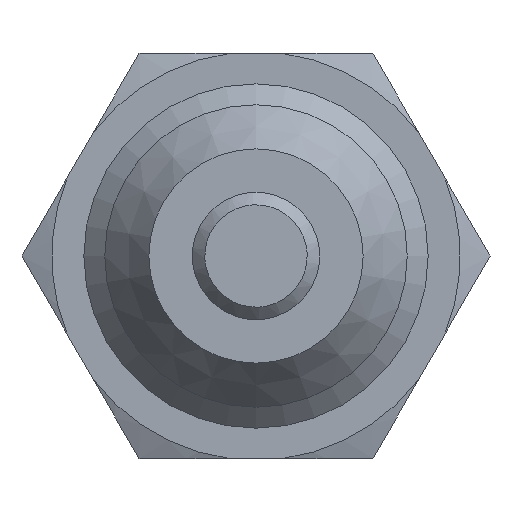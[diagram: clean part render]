
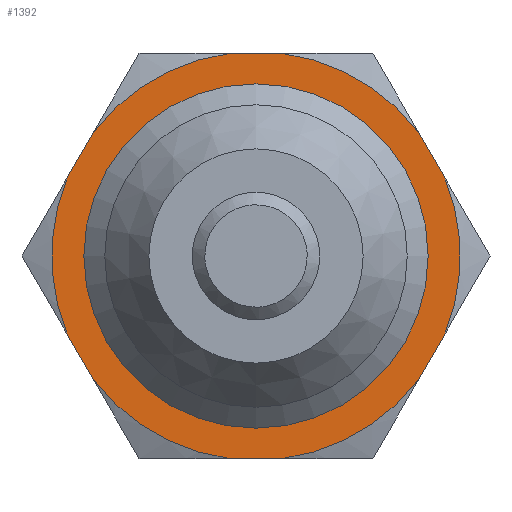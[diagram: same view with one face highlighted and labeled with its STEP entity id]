
A CAD part, left-side view. The second image highlights one B-rep face of the part: STEP entity #1392.
In plain terms, the highlighted planar face has unit normal (-1, 0, 0).
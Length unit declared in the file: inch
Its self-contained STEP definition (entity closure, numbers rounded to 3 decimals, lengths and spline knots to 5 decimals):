
#126=LINE('',#2233,#144);
#129=LINE('',#2237,#147);
#131=LINE('',#2240,#149);
#133=LINE('',#2243,#151);
#135=LINE('',#2246,#153);
#136=LINE('',#2248,#154);
#144=VECTOR('',#1780,0.15843);
#147=VECTOR('',#1785,0.15843);
#149=VECTOR('',#1789,0.15843);
#151=VECTOR('',#1793,0.15843);
#153=VECTOR('',#1797,0.15843);
#154=VECTOR('',#1800,0.15843);
#218=PLANE('',#1523);
#253=FACE_BOUND('',#446,.T.);
#331=FACE_OUTER_BOUND('',#445,.T.);
#445=EDGE_LOOP('',(#1079,#1080,#1081,#1082,#1083,#1084,#1085,#1086,#1087,
#1088,#1089,#1090));
#446=EDGE_LOOP('',(#1091));
#555=CIRCLE('',#1484,0.4735);
#565=CIRCLE('',#1505,0.63);
#566=CIRCLE('',#1507,0.63);
#567=CIRCLE('',#1509,0.63);
#568=CIRCLE('',#1511,0.63);
#569=CIRCLE('',#1513,0.63);
#570=CIRCLE('',#1515,0.63);
#628=VERTEX_POINT('',#2080);
#651=VERTEX_POINT('',#2160);
#652=VERTEX_POINT('',#2164);
#653=VERTEX_POINT('',#2170);
#655=VERTEX_POINT('',#2175);
#656=VERTEX_POINT('',#2181);
#658=VERTEX_POINT('',#2186);
#659=VERTEX_POINT('',#2192);
#661=VERTEX_POINT('',#2197);
#662=VERTEX_POINT('',#2203);
#664=VERTEX_POINT('',#2208);
#665=VERTEX_POINT('',#2214);
#667=VERTEX_POINT('',#2219);
#772=EDGE_CURVE('',#628,#628,#555,.T.);
#796=EDGE_CURVE('',#651,#652,#565,.T.);
#798=EDGE_CURVE('',#655,#653,#566,.T.);
#801=EDGE_CURVE('',#658,#656,#567,.T.);
#804=EDGE_CURVE('',#661,#659,#568,.T.);
#807=EDGE_CURVE('',#664,#662,#569,.T.);
#810=EDGE_CURVE('',#667,#665,#570,.T.);
#819=EDGE_CURVE('',#653,#651,#126,.T.);
#822=EDGE_CURVE('',#652,#667,#129,.T.);
#824=EDGE_CURVE('',#665,#664,#131,.T.);
#826=EDGE_CURVE('',#662,#661,#133,.T.);
#828=EDGE_CURVE('',#659,#658,#135,.T.);
#829=EDGE_CURVE('',#656,#655,#136,.T.);
#1079=ORIENTED_EDGE('',*,*,#810,.T.);
#1080=ORIENTED_EDGE('',*,*,#824,.T.);
#1081=ORIENTED_EDGE('',*,*,#807,.T.);
#1082=ORIENTED_EDGE('',*,*,#826,.T.);
#1083=ORIENTED_EDGE('',*,*,#804,.T.);
#1084=ORIENTED_EDGE('',*,*,#828,.T.);
#1085=ORIENTED_EDGE('',*,*,#801,.T.);
#1086=ORIENTED_EDGE('',*,*,#829,.T.);
#1087=ORIENTED_EDGE('',*,*,#798,.T.);
#1088=ORIENTED_EDGE('',*,*,#819,.T.);
#1089=ORIENTED_EDGE('',*,*,#796,.T.);
#1090=ORIENTED_EDGE('',*,*,#822,.T.);
#1091=ORIENTED_EDGE('',*,*,#772,.F.);
#1392=ADVANCED_FACE('',(#331,#253),#218,.F.);
#1484=AXIS2_PLACEMENT_3D('',#2081,#1705,#1706);
#1505=AXIS2_PLACEMENT_3D('',#2168,#1747,#1748);
#1507=AXIS2_PLACEMENT_3D('',#2176,#1751,#1752);
#1509=AXIS2_PLACEMENT_3D('',#2187,#1755,#1756);
#1511=AXIS2_PLACEMENT_3D('',#2198,#1759,#1760);
#1513=AXIS2_PLACEMENT_3D('',#2209,#1763,#1764);
#1515=AXIS2_PLACEMENT_3D('',#2220,#1767,#1768);
#1523=AXIS2_PLACEMENT_3D('',#2249,#1801,#1802);
#1705=DIRECTION('center_axis',(-1.,0.,0.));
#1706=DIRECTION('ref_axis',(0.,0.,-1.));
#1747=DIRECTION('center_axis',(-1.,0.,0.));
#1748=DIRECTION('ref_axis',(0.,1.,0.));
#1751=DIRECTION('center_axis',(-1.,0.,0.));
#1752=DIRECTION('ref_axis',(0.,1.,0.));
#1755=DIRECTION('center_axis',(-1.,0.,0.));
#1756=DIRECTION('ref_axis',(0.,1.,0.));
#1759=DIRECTION('center_axis',(-1.,0.,0.));
#1760=DIRECTION('ref_axis',(0.,1.,0.));
#1763=DIRECTION('center_axis',(-1.,0.,0.));
#1764=DIRECTION('ref_axis',(0.,1.,0.));
#1767=DIRECTION('center_axis',(-1.,0.,0.));
#1768=DIRECTION('ref_axis',(0.,1.,0.));
#1780=DIRECTION('',(0.,-0.5,-0.866));
#1785=DIRECTION('',(0.,-1.,0.));
#1789=DIRECTION('',(0.,-0.5,0.866));
#1793=DIRECTION('',(0.,0.5,0.866));
#1797=DIRECTION('',(0.,1.,0.));
#1800=DIRECTION('',(0.,0.5,-0.866));
#1801=DIRECTION('center_axis',(1.,0.,0.));
#1802=DIRECTION('ref_axis',(0.,0.,-1.));
#2080=CARTESIAN_POINT('',(0.,0.,0.4735));
#2081=CARTESIAN_POINT('Origin',(0.,0.,0.));
#2160=CARTESIAN_POINT('',(0.,0.50166,-0.3811));
#2164=CARTESIAN_POINT('',(0.,0.07921,-0.625));
#2168=CARTESIAN_POINT('Origin',(0.,0.,0.));
#2170=CARTESIAN_POINT('',(0.,0.58087,-0.2439));
#2175=CARTESIAN_POINT('',(0.,0.58087,0.2439));
#2176=CARTESIAN_POINT('Origin',(0.,0.,0.));
#2181=CARTESIAN_POINT('',(0.,0.50166,0.3811));
#2186=CARTESIAN_POINT('',(0.,0.07921,0.625));
#2187=CARTESIAN_POINT('Origin',(0.,0.,0.));
#2192=CARTESIAN_POINT('',(0.,-0.07921,0.625));
#2197=CARTESIAN_POINT('',(0.,-0.50166,0.3811));
#2198=CARTESIAN_POINT('Origin',(0.,0.,0.));
#2203=CARTESIAN_POINT('',(0.,-0.58087,0.2439));
#2208=CARTESIAN_POINT('',(0.,-0.58087,-0.2439));
#2209=CARTESIAN_POINT('Origin',(0.,0.,0.));
#2214=CARTESIAN_POINT('',(0.,-0.50166,-0.3811));
#2219=CARTESIAN_POINT('',(0.,-0.07921,-0.625));
#2220=CARTESIAN_POINT('Origin',(0.,0.,0.));
#2233=CARTESIAN_POINT('',(0.,0.72169,0.));
#2237=CARTESIAN_POINT('',(0.,0.36084,-0.625));
#2240=CARTESIAN_POINT('',(0.,-0.36084,-0.625));
#2243=CARTESIAN_POINT('',(0.,-0.72169,0.));
#2246=CARTESIAN_POINT('',(0.,-0.36084,0.625));
#2248=CARTESIAN_POINT('',(0.,0.36084,0.625));
#2249=CARTESIAN_POINT('Origin',(0.,0.,0.));
